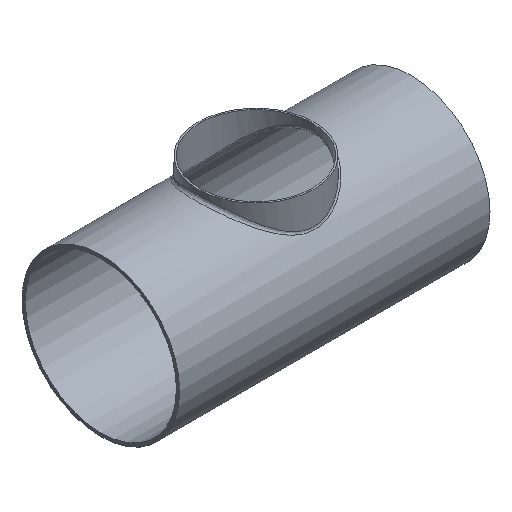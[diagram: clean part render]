
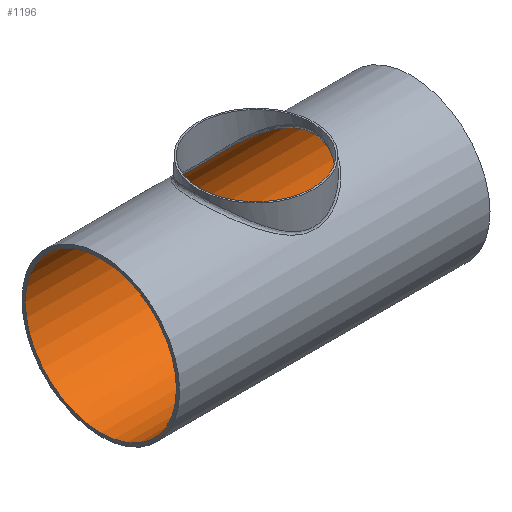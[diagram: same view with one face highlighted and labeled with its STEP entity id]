
A CAD part, isometric view. The second image highlights one B-rep face of the part: STEP entity #1196.
In plain terms, the highlighted cylindrical face has radius 48.7 mm (diameter 97.4 mm), a full revolution.
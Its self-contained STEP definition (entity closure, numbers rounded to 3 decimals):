
#949=CARTESIAN_POINT('',(0.0,-37.114,31.532));
#950=VERTEX_POINT('',#949);
#1052=CARTESIAN_POINT('',(0.,-37.114,31.532));
#1053=CARTESIAN_POINT('',(-1.156,-37.114,31.532));
#1054=CARTESIAN_POINT('',(-2.702,-37.049,31.608));
#1055=CARTESIAN_POINT('',(-4.993,-36.827,31.867));
#1056=CARTESIAN_POINT('',(-6.874,-36.565,32.168));
#1057=CARTESIAN_POINT('',(-8.902,-36.17,32.612));
#1058=CARTESIAN_POINT('',(-10.345,-35.817,32.998));
#1059=CARTESIAN_POINT('',(-12.473,-35.236,33.623));
#1060=CARTESIAN_POINT('',(-14.704,-34.479,34.407));
#1061=CARTESIAN_POINT('',(-17.984,-33.071,35.765));
#1062=CARTESIAN_POINT('',(-21.1,-31.429,37.237));
#1063=CARTESIAN_POINT('',(-23.836,-29.596,38.696));
#1064=CARTESIAN_POINT('',(-25.454,-28.335,39.611));
#1065=CARTESIAN_POINT('',(-26.509,-27.468,40.219));
#1066=CARTESIAN_POINT('',(-28.181,-25.997,41.206));
#1067=CARTESIAN_POINT('',(-30.575,-23.524,42.692));
#1068=CARTESIAN_POINT('',(-32.554,-20.971,43.979));
#1069=CARTESIAN_POINT('',(-33.765,-19.139,44.786));
#1070=CARTESIAN_POINT('',(-34.492,-17.956,45.275));
#1071=CARTESIAN_POINT('',(-35.408,-16.331,45.897));
#1072=CARTESIAN_POINT('',(-36.898,-13.251,46.924));
#1073=CARTESIAN_POINT('',(-38.07,-9.847,47.751));
#1074=CARTESIAN_POINT('',(-38.8,-6.571,48.27));
#1075=CARTESIAN_POINT('',(-39.258,-3.697,48.598));
#1076=CARTESIAN_POINT('',(-39.446,-0.764,48.733));
#1077=CARTESIAN_POINT('',(-39.356,2.163,48.668));
#1078=CARTESIAN_POINT('',(-39.17,4.149,48.535));
#1079=CARTESIAN_POINT('',(-38.852,6.299,48.307));
#1080=CARTESIAN_POINT('',(-38.349,8.667,47.949));
#1081=CARTESIAN_POINT('',(-37.68,10.919,47.476));
#1082=CARTESIAN_POINT('',(-37.026,12.716,47.017));
#1083=CARTESIAN_POINT('',(-36.439,14.145,46.609));
#1084=CARTESIAN_POINT('',(-35.845,15.427,46.199));
#1085=CARTESIAN_POINT('',(-34.995,17.089,45.616));
#1086=CARTESIAN_POINT('',(-33.416,19.812,44.546));
#1087=CARTESIAN_POINT('',(-30.644,23.536,42.725));
#1088=CARTESIAN_POINT('',(-27.713,26.458,40.919));
#1089=CARTESIAN_POINT('',(-25.619,28.207,39.704));
#1090=CARTESIAN_POINT('',(-24.176,29.329,38.889));
#1091=CARTESIAN_POINT('',(-21.533,31.169,37.459));
#1092=CARTESIAN_POINT('',(-18.465,32.861,35.967));
#1093=CARTESIAN_POINT('',(-15.418,34.174,34.702));
#1094=CARTESIAN_POINT('',(-13.624,34.838,34.032));
#1095=CARTESIAN_POINT('',(-11.539,35.507,33.335));
#1096=CARTESIAN_POINT('',(-9.144,36.138,32.651));
#1097=CARTESIAN_POINT('',(-6.167,36.694,32.022));
#1098=CARTESIAN_POINT('',(-3.134,37.034,31.626));
#1099=CARTESIAN_POINT('',(-0.027,37.153,31.486));
#1100=CARTESIAN_POINT('',(2.569,37.057,31.599));
#1101=CARTESIAN_POINT('',(4.618,36.867,31.82));
#1102=CARTESIAN_POINT('',(7.636,36.476,32.271));
#1103=CARTESIAN_POINT('',(12.029,35.489,33.381));
#1104=CARTESIAN_POINT('',(16.553,33.763,35.127));
#1105=CARTESIAN_POINT('',(19.877,32.081,36.654));
#1106=CARTESIAN_POINT('',(23.064,30.182,38.257));
#1107=CARTESIAN_POINT('',(26.01,27.976,39.91));
#1108=CARTESIAN_POINT('',(28.693,25.481,41.523));
#1109=CARTESIAN_POINT('',(30.556,23.48,42.688));
#1110=CARTESIAN_POINT('',(32.283,21.334,43.802));
#1111=CARTESIAN_POINT('',(34.39,18.273,45.198));
#1112=CARTESIAN_POINT('',(36.155,14.955,46.409));
#1113=CARTESIAN_POINT('',(37.526,11.429,47.367));
#1114=CARTESIAN_POINT('',(38.353,8.662,47.952));
#1115=CARTESIAN_POINT('',(38.953,5.819,48.38));
#1116=CARTESIAN_POINT('',(39.257,3.411,48.597));
#1117=CARTESIAN_POINT('',(39.379,1.481,48.685));
#1118=CARTESIAN_POINT('',(39.421,-0.463,48.715));
#1119=CARTESIAN_POINT('',(39.32,-2.902,48.643));
#1120=CARTESIAN_POINT('',(38.956,-5.803,48.382));
#1121=CARTESIAN_POINT('',(38.508,-7.927,48.063));
#1122=CARTESIAN_POINT('',(38.02,-9.775,47.716));
#1123=CARTESIAN_POINT('',(37.457,-11.603,47.319));
#1124=CARTESIAN_POINT('',(36.166,-14.936,46.416));
#1125=CARTESIAN_POINT('',(34.61,-17.858,45.349));
#1126=CARTESIAN_POINT('',(33.079,-20.177,44.329));
#1127=CARTESIAN_POINT('',(32.01,-21.672,43.625));
#1128=CARTESIAN_POINT('',(29.421,-24.897,41.955));
#1129=CARTESIAN_POINT('',(25.7,-28.35,39.69));
#1130=CARTESIAN_POINT('',(21.682,-31.038,37.547));
#1131=CARTESIAN_POINT('',(19.261,-32.397,36.369));
#1132=CARTESIAN_POINT('',(16.732,-33.649,35.223));
#1133=CARTESIAN_POINT('',(14.066,-34.716,34.165));
#1134=CARTESIAN_POINT('',(11.272,-35.583,33.254));
#1135=CARTESIAN_POINT('',(9.124,-36.125,32.662));
#1136=CARTESIAN_POINT('',(6.903,-36.561,32.173));
#1137=CARTESIAN_POINT('',(3.866,-36.985,31.685));
#1138=CARTESIAN_POINT('',(1.541,-37.114,31.532));
#1139=CARTESIAN_POINT('',(0.,-37.114,31.532));
#1140=B_SPLINE_CURVE_WITH_KNOTS('',3,(#1052,#1053,#1054,#1055,#1056,#1057,#1058,#1059,#1060,#1061,#1062,#1063,#1064,#1065,#1066,#1067,#1068,#1069,#1070,#1071,#1072,#1073,#1074,#1075,#1076,#1077,#1078,#1079,#1080,#1081,#1082,#1083,#1084,#1085,#1086,#1087,#1088,#1089,#1090,#1091,#1092,#1093,#1094,#1095,#1096,#1097,#1098,#1099,#1100,#1101,#1102,#1103,#1104,#1105,#1106,#1107,#1108,#1109,#1110,#1111,#1112,#1113,#1114,#1115,#1116,#1117,#1118,#1119,#1120,#1121,#1122,#1123,#1124,#1125,#1126,#1127,#1128,#1129,#1130,#1131,#1132,#1133,#1134,#1135,#1136,#1137,#1138,#1139),.UNSPECIFIED.,.T.,.U.,(4,1,1,1,1,1,1,1,1,1,1,1,1,1,1,1,1,1,1,1,1,1,1,1,1,1,1,1,1,1,1,1,1,1,1,1,1,1,1,1,1,1,1,1,1,1,1,1,1,1,1,1,1,1,1,1,1,1,1,1,1,1,1,1,1,1,1,1,1,1,1,1,1,1,1,1,1,1,1,1,1,1,1,1,1,4),(-23.204,-22.894,-22.79,-22.583,-22.376,-22.22,-22.168,-21.754,-21.547,-21.133,-20.718,-20.563,-20.511,-20.304,-19.889,-19.475,-19.337,-19.233,-19.061,-18.784,-18.232,-18.025,-17.818,-17.403,-17.196,-16.989,-16.834,-16.575,-16.298,-16.16,-16.022,-15.849,-15.746,-15.47,-14.917,-14.365,-14.226,-14.088,-13.812,-13.26,-13.052,-12.845,-12.707,-12.431,-12.155,-11.878,-11.602,-11.326,-11.188,-11.05,-10.497,-9.945,-9.668,-9.392,-8.84,-8.564,-8.287,-8.011,-7.735,-7.182,-6.906,-6.63,-6.354,-6.077,-5.939,-5.801,-5.525,-5.249,-4.972,-4.903,-4.696,-4.42,-3.867,-3.729,-3.591,-3.315,-2.486,-2.072,-1.865,-1.657,-1.243,-1.036,-0.829,-0.622,-0.414,0.0),.UNSPECIFIED.);
#1141=EDGE_CURVE('',#950,#950,#1140,.T.);
#1166=CARTESIAN_POINT('',(0.0,0.0,0.0));
#1167=DIRECTION('',(-1.0,0.0,0.0));
#1168=DIRECTION('',(0.0,-1.0,0.0));
#1169=AXIS2_PLACEMENT_3D('',#1166,#1167,#1168);
#1170=CYLINDRICAL_SURFACE('',#1169,48.7);
#1171=CARTESIAN_POINT('',(-100.0,-48.7,0.0));
#1172=VERTEX_POINT('',#1171);
#1173=CARTESIAN_POINT('',(-100.0,0.0,0.0));
#1174=DIRECTION('',(-1.0,0.0,0.0));
#1175=DIRECTION('',(0.0,-1.0,0.0));
#1176=AXIS2_PLACEMENT_3D('',#1173,#1174,#1175);
#1177=CIRCLE('',#1176,48.7);
#1178=EDGE_CURVE('',#1172,#1172,#1177,.T.);
#1179=ORIENTED_EDGE('',*,*,#1178,.T.);
#1180=EDGE_LOOP('',(#1179));
#1181=FACE_OUTER_BOUND('',#1180,.T.);
#1182=CARTESIAN_POINT('',(100.0,-48.7,0.0));
#1183=VERTEX_POINT('',#1182);
#1184=CARTESIAN_POINT('',(100.0,0.0,0.0));
#1185=DIRECTION('',(-1.0,0.0,0.0));
#1186=DIRECTION('',(0.0,-1.0,0.0));
#1187=AXIS2_PLACEMENT_3D('',#1184,#1185,#1186);
#1188=CIRCLE('',#1187,48.7);
#1189=EDGE_CURVE('',#1183,#1183,#1188,.T.);
#1190=ORIENTED_EDGE('',*,*,#1189,.F.);
#1191=EDGE_LOOP('',(#1190));
#1192=FACE_BOUND('',#1191,.T.);
#1193=ORIENTED_EDGE('',*,*,#1141,.F.);
#1194=EDGE_LOOP('',(#1193));
#1195=FACE_BOUND('',#1194,.T.);
#1196=ADVANCED_FACE('',(#1181,#1192,#1195),#1170,.F.);
